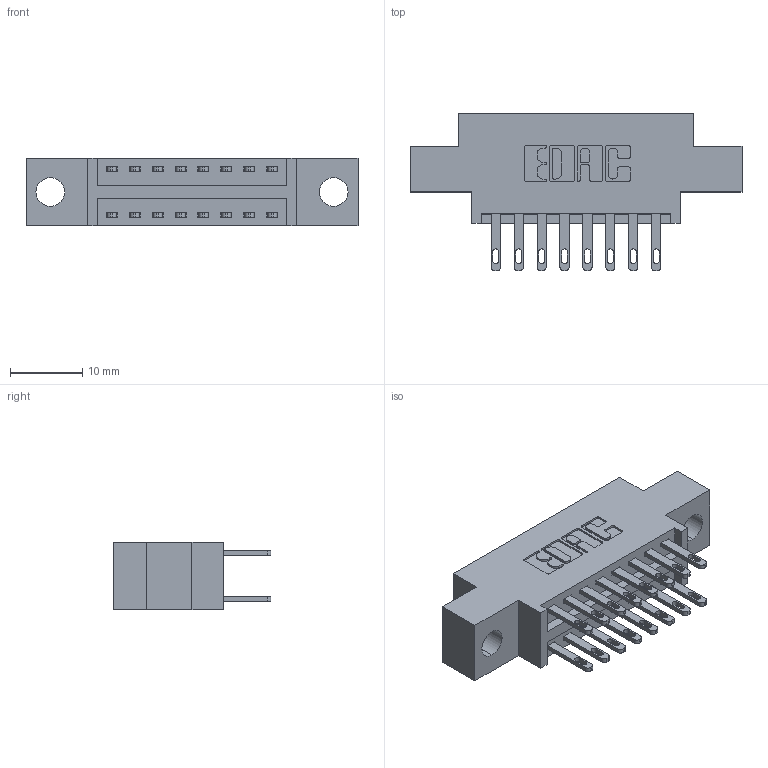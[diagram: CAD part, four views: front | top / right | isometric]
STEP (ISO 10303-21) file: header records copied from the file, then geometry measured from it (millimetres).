
FILE_DESCRIPTION (( 'STEP AP203' ), '1' );
FILE_NAME ('346-016-500-804.STEP', '2022-05-18T15:16:41', ( '' ), ( '' ), 'SwSTEP 2.0', 'SolidWorks 2020', '' );
FILE_SCHEMA (( 'CONFIG_CONTROL_DESIGN' ));
Length unit declared in the file: inch
Products named in the file (3): 345-292-001_345-293-100; 346-016-500-804; 346 Part_0.170 Offset - 0.156 Dia-TH
Assembly tree (17 placements, depth 2):
  346-016-500-804
    346 Part_0.170 Offset - 0.156 Dia-TH
    345-292-001_345-293-100  x16
Bounding box: 45.97 x 21.84 x 9.4 mm (x, y, z)
Volume: 4007.3 mm3; surface area: 5168.9 mm2
Topology: 17 solids, 17 shells, 908 faces, 2729 edges, 1818 vertices
Faces by surface type: plane 558, cylinder 350
Entity records: 10279 total; most frequent: CARTESIAN_POINT 1746, ORIENTED_EDGE 1678, DIRECTION 1591, EDGE_CURVE 839, LINE 671, VECTOR 671, VERTEX_POINT 558, AXIS2_PLACEMENT_3D 460
